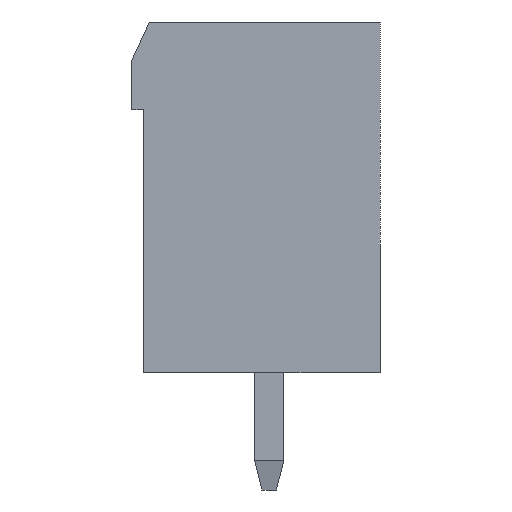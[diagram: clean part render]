
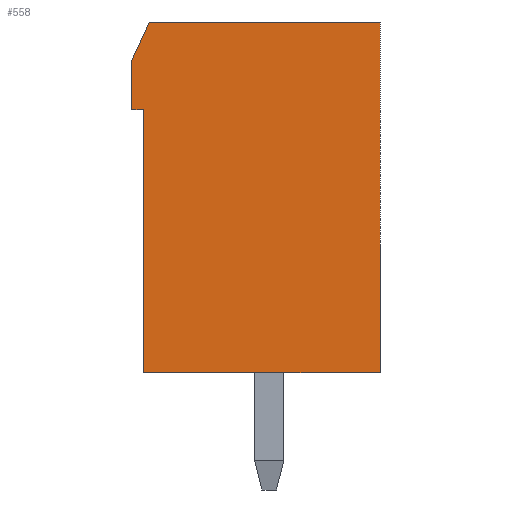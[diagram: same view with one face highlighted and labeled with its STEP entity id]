
A CAD part, left-side view. The second image highlights one B-rep face of the part: STEP entity #558.
In plain terms, the highlighted planar face has unit normal (-1, 0, 0).
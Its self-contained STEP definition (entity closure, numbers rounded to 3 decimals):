
#558 = ADVANCED_FACE( '', ( #1229 ), #1230, .F. );
#1229 = FACE_OUTER_BOUND( '', #2035, .T. );
#1230 = PLANE( '', #2036 );
#2035 = EDGE_LOOP( '', ( #3433, #3434, #3435, #3436, #3437, #3438, #3439 ) );
#2036 = AXIS2_PLACEMENT_3D( '', #3440, #3441, #3442 );
#3433 = ORIENTED_EDGE( '', *, *, #5076, .F. );
#3434 = ORIENTED_EDGE( '', *, *, #5421, .F. );
#3435 = ORIENTED_EDGE( '', *, *, #5422, .F. );
#3436 = ORIENTED_EDGE( '', *, *, #5423, .F. );
#3437 = ORIENTED_EDGE( '', *, *, #5387, .F. );
#3438 = ORIENTED_EDGE( '', *, *, #4954, .F. );
#3439 = ORIENTED_EDGE( '', *, *, #5424, .F. );
#3440 = CARTESIAN_POINT( '', ( -17.5, 0., 0. ) );
#3441 = DIRECTION( '', ( 1., 0., 0. ) );
#3442 = DIRECTION( '', ( 0., 0., -1. ) );
#4954 = EDGE_CURVE( '', #5924, #5926, #5927, .T. );
#5076 = EDGE_CURVE( '', #6147, #6149, #6150, .T. );
#5387 = EDGE_CURVE( '', #5926, #6651, #6654, .T. );
#5421 = EDGE_CURVE( '', #6702, #6147, #6703, .T. );
#5422 = EDGE_CURVE( '', #6704, #6702, #6705, .T. );
#5423 = EDGE_CURVE( '', #6651, #6704, #6706, .T. );
#5424 = EDGE_CURVE( '', #6149, #5924, #6707, .T. );
#5924 = VERTEX_POINT( '', #7343 );
#5926 = VERTEX_POINT( '', #7346 );
#5927 = LINE( '', #7347, #7348 );
#6147 = VERTEX_POINT( '', #7711 );
#6149 = VERTEX_POINT( '', #7714 );
#6150 = LINE( '', #7715, #7716 );
#6651 = VERTEX_POINT( '', #8576 );
#6654 = LINE( '', #8581, #8582 );
#6702 = VERTEX_POINT( '', #8654 );
#6703 = LINE( '', #8655, #8656 );
#6704 = VERTEX_POINT( '', #8657 );
#6705 = LINE( '', #8658, #8659 );
#6706 = LINE( '', #8660, #8661 );
#6707 = LINE( '', #8662, #8663 );
#7343 = CARTESIAN_POINT( '', ( -17.5, -4.25, -6. ) );
#7346 = CARTESIAN_POINT( '', ( -17.5, 3.85, -6. ) );
#7347 = CARTESIAN_POINT( '', ( -17.5, -4.25, -6. ) );
#7348 = VECTOR( '', #9513, 1000. );
#7711 = CARTESIAN_POINT( '', ( -17.5, 3.65, 6. ) );
#7714 = CARTESIAN_POINT( '', ( -17.5, -4.25, 6. ) );
#7715 = CARTESIAN_POINT( '', ( -17.5, 3.65, 6. ) );
#7716 = VECTOR( '', #9628, 1000. );
#8576 = CARTESIAN_POINT( '', ( -17.5, 3.85, 3. ) );
#8581 = CARTESIAN_POINT( '', ( -17.5, 3.85, -6. ) );
#8582 = VECTOR( '', #9933, 1000. );
#8654 = CARTESIAN_POINT( '', ( -17.5, 4.25, 4.7 ) );
#8655 = CARTESIAN_POINT( '', ( -17.5, 4.25, 4.7 ) );
#8656 = VECTOR( '', #9958, 1000. );
#8657 = CARTESIAN_POINT( '', ( -17.5, 4.25, 3. ) );
#8658 = CARTESIAN_POINT( '', ( -17.5, 4.25, 3. ) );
#8659 = VECTOR( '', #9959, 1000. );
#8660 = CARTESIAN_POINT( '', ( -17.5, 3.85, 3. ) );
#8661 = VECTOR( '', #9960, 1000. );
#8662 = CARTESIAN_POINT( '', ( -17.5, -4.25, 6. ) );
#8663 = VECTOR( '', #9961, 1000. );
#9513 = DIRECTION( '', ( 0., 1., 0. ) );
#9628 = DIRECTION( '', ( 0., -1., 0. ) );
#9933 = DIRECTION( '', ( 0., 0., 1. ) );
#9958 = DIRECTION( '', ( 0., -0.419, 0.908 ) );
#9959 = DIRECTION( '', ( 0., 0., 1. ) );
#9960 = DIRECTION( '', ( 0., 1., 0. ) );
#9961 = DIRECTION( '', ( 0., 0., -1. ) );
